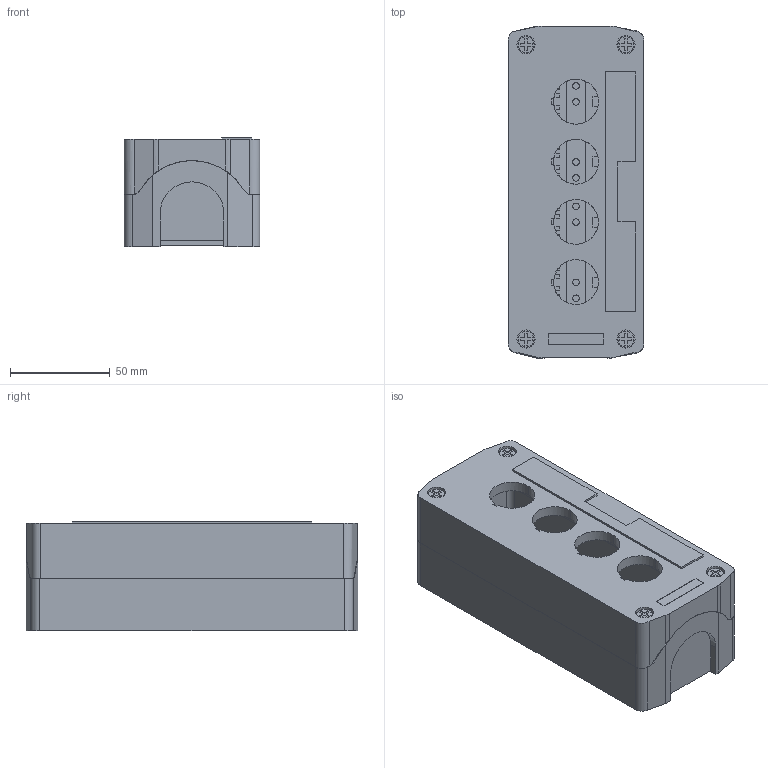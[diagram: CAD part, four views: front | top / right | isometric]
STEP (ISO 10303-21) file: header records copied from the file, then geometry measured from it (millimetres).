
FILE_DESCRIPTION((''),'2;1');
FILE_NAME('XALD04-3D','2020-12-09T15:51:04',('SESA231899'),('Schneider-Electric'),'CREO PARAMETRIC BY PTC INC, 2019164','CREO PARAMETRIC BY PTC INC, 2019164','');
FILE_SCHEMA(('AP242_MANAGED_MODEL_BASED_3D_ENGINEERING_MIM_LF { 1 0 10303 442 1 1 4 }'));
Length unit declared in the file: millimetre
Products named in the file (1): XALD04-3D
Bounding box: 68 x 166 x 54.8 mm (x, y, z)
Volume: 113714.1 mm3; surface area: 99726.1 mm2
Topology: 4 solids, 4 shells, 539 faces, 1536 edges, 1023 vertices
Faces by surface type: plane 415, cylinder 124
Entity records: 45481 total; most frequent: CARTESIAN_POINT 30104, ORIENTED_EDGE 3072, DIRECTION 2883, EDGE_CURVE 1536, VECTOR 1257, LINE 1257, VERTEX_POINT 1023, AXIS2_PLACEMENT_3D 813
